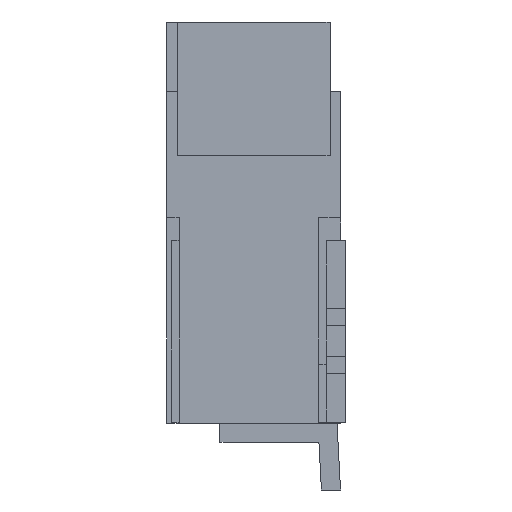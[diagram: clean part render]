
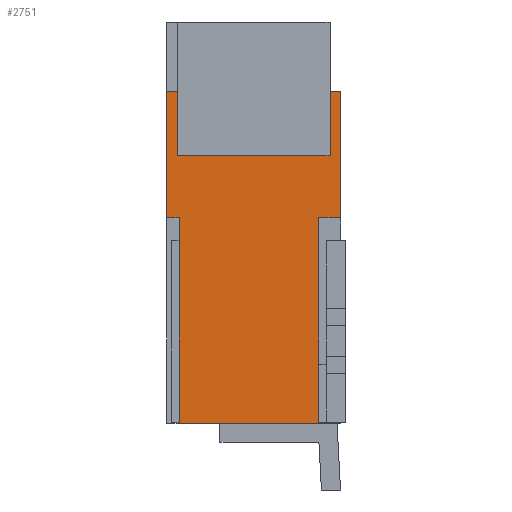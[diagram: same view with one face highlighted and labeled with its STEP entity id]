
A CAD part, left-side view. The second image highlights one B-rep face of the part: STEP entity #2751.
In plain terms, the highlighted planar face has unit normal (-1, 0, 0).
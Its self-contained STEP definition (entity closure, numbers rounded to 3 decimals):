
#10 = EDGE_CURVE ( 'NONE', #7841, #1896, #7617, .T. ) ;
#434 = ORIENTED_EDGE ( 'NONE', *, *, #9890, .T. ) ;
#566 = VERTEX_POINT ( 'NONE', #9776 ) ;
#699 = EDGE_CURVE ( 'NONE', #5880, #793, #2980, .T. ) ;
#744 = PLANE ( 'NONE',  #6017 ) ;
#760 = ORIENTED_EDGE ( 'NONE', *, *, #3594, .T. ) ;
#793 = VERTEX_POINT ( 'NONE', #3986 ) ;
#1263 = VECTOR ( 'NONE', #1270, 1000. ) ;
#1270 = DIRECTION ( 'NONE',  ( 0., 0., -1. ) ) ;
#1298 = VERTEX_POINT ( 'NONE', #2459 ) ;
#1559 = CARTESIAN_POINT ( 'NONE',  ( -4.95, 0.05, 0.05 ) ) ;
#1569 = CARTESIAN_POINT ( 'NONE',  ( -4.95, 0.28, -2.1 ) ) ;
#1830 = EDGE_CURVE ( 'NONE', #1298, #6140, #3455, .T. ) ;
#1896 = VERTEX_POINT ( 'NONE', #2226 ) ;
#1899 = VECTOR ( 'NONE', #4552, 1000. ) ;
#2226 = CARTESIAN_POINT ( 'NONE',  ( -4.95, 1.74, -2.1 ) ) ;
#2320 = DIRECTION ( 'NONE',  ( 0., 1., 0. ) ) ;
#2459 = CARTESIAN_POINT ( 'NONE',  ( -4.95, 1.87, 1.37 ) ) ;
#2632 = CARTESIAN_POINT ( 'NONE',  ( -4.95, 1.74, -2.1 ) ) ;
#2751 = ADVANCED_FACE ( 'NONE', ( #9063 ), #744, .F. ) ;
#2957 = DIRECTION ( 'NONE',  ( 0., -1., 0. ) ) ;
#2980 = LINE ( 'NONE', #1559, #4502 ) ;
#3098 = ORIENTED_EDGE ( 'NONE', *, *, #10, .F. ) ;
#3455 = LINE ( 'NONE', #8213, #1263 ) ;
#3594 = EDGE_CURVE ( 'NONE', #6140, #4601, #4374, .T. ) ;
#3702 = LINE ( 'NONE', #6782, #4804 ) ;
#3986 = CARTESIAN_POINT ( 'NONE',  ( -4.95, 0.05, 1.37 ) ) ;
#4072 = EDGE_CURVE ( 'NONE', #1896, #4601, #4712, .T. ) ;
#4374 = LINE ( 'NONE', #9898, #7012 ) ;
#4377 = CARTESIAN_POINT ( 'NONE',  ( -4.95, 1.74, 0.05 ) ) ;
#4401 = VECTOR ( 'NONE', #8629, 1000. ) ;
#4502 = VECTOR ( 'NONE', #7782, 1000. ) ;
#4552 = DIRECTION ( 'NONE',  ( 0., 0., 1. ) ) ;
#4601 = VERTEX_POINT ( 'NONE', #4377 ) ;
#4665 = VECTOR ( 'NONE', #8432, 1000. ) ;
#4712 = LINE ( 'NONE', #2632, #7017 ) ;
#4730 = ORIENTED_EDGE ( 'NONE', *, *, #1830, .T. ) ;
#4804 = VECTOR ( 'NONE', #9322, 1000. ) ;
#4925 = ORIENTED_EDGE ( 'NONE', *, *, #4072, .F. ) ;
#5880 = VERTEX_POINT ( 'NONE', #7137 ) ;
#6017 = AXIS2_PLACEMENT_3D ( 'NONE', #9162, #7738, #2320 ) ;
#6102 = CARTESIAN_POINT ( 'NONE',  ( -4.95, 0.28, -2.1 ) ) ;
#6124 = CARTESIAN_POINT ( 'NONE',  ( -4.95, 0.28, -2.1 ) ) ;
#6140 = VERTEX_POINT ( 'NONE', #8532 ) ;
#6184 = LINE ( 'NONE', #1569, #1899 ) ;
#6255 = LINE ( 'NONE', #8578, #4401 ) ;
#6782 = CARTESIAN_POINT ( 'NONE',  ( -4.95, 0.05, 0.05 ) ) ;
#7012 = VECTOR ( 'NONE', #2957, 1000. ) ;
#7017 = VECTOR ( 'NONE', #8463, 1000. ) ;
#7137 = CARTESIAN_POINT ( 'NONE',  ( -4.95, 0.05, 0.05 ) ) ;
#7407 = ORIENTED_EDGE ( 'NONE', *, *, #699, .T. ) ;
#7424 = EDGE_CURVE ( 'NONE', #7841, #566, #6184, .T. ) ;
#7478 = EDGE_CURVE ( 'NONE', #5880, #566, #3702, .T. ) ;
#7576 = ORIENTED_EDGE ( 'NONE', *, *, #7478, .F. ) ;
#7617 = LINE ( 'NONE', #6102, #4665 ) ;
#7738 = DIRECTION ( 'NONE',  ( 1., 0., 0. ) ) ;
#7782 = DIRECTION ( 'NONE',  ( 0., 0., 1. ) ) ;
#7841 = VERTEX_POINT ( 'NONE', #6124 ) ;
#8213 = CARTESIAN_POINT ( 'NONE',  ( -4.95, 1.87, 1.37 ) ) ;
#8432 = DIRECTION ( 'NONE',  ( 0., 1., 0. ) ) ;
#8463 = DIRECTION ( 'NONE',  ( 0., 0., 1. ) ) ;
#8532 = CARTESIAN_POINT ( 'NONE',  ( -4.95, 1.87, 0.05 ) ) ;
#8578 = CARTESIAN_POINT ( 'NONE',  ( -4.95, 0.05, 1.37 ) ) ;
#8629 = DIRECTION ( 'NONE',  ( 0., 1., 0. ) ) ;
#9063 = FACE_OUTER_BOUND ( 'NONE', #9309, .T. ) ;
#9162 = CARTESIAN_POINT ( 'NONE',  ( -4.95, 0.96, -0.365 ) ) ;
#9309 = EDGE_LOOP ( 'NONE', ( #9486, #7576, #7407, #434, #4730, #760, #4925, #3098 ) ) ;
#9322 = DIRECTION ( 'NONE',  ( 0., 1., 0. ) ) ;
#9486 = ORIENTED_EDGE ( 'NONE', *, *, #7424, .T. ) ;
#9776 = CARTESIAN_POINT ( 'NONE',  ( -4.95, 0.28, 0.05 ) ) ;
#9890 = EDGE_CURVE ( 'NONE', #793, #1298, #6255, .T. ) ;
#9898 = CARTESIAN_POINT ( 'NONE',  ( -4.95, 1.87, 0.05 ) ) ;
